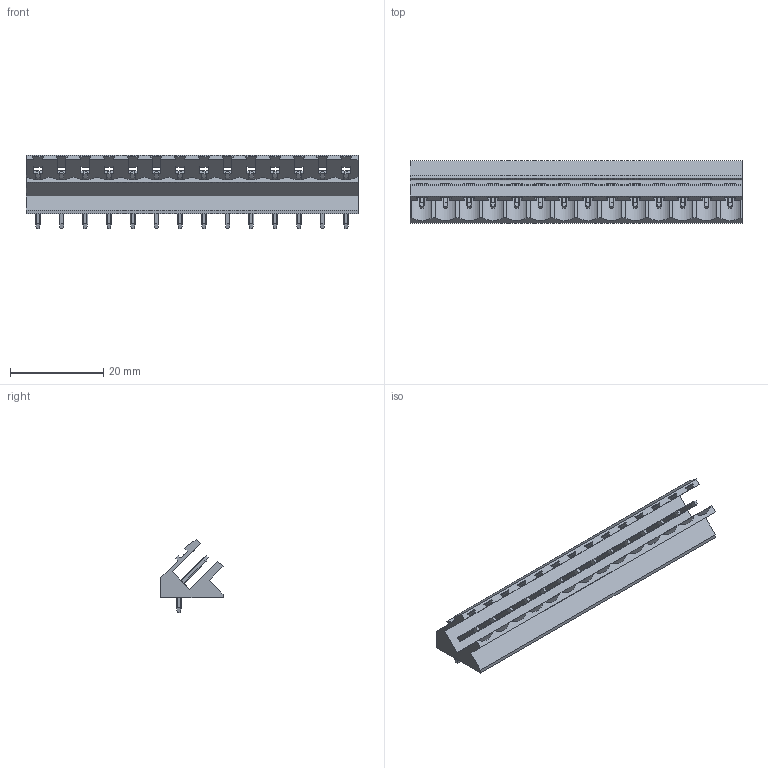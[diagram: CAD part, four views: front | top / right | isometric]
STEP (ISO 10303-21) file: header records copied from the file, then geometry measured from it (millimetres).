
FILE_DESCRIPTION(('CATIA V5 STEP Exchange','CAx-IF Rec.Pracs.--- Model Styling and Organization---1.2---2011-12-15'),'2;1');
FILE_NAME ('D1453158_0_1603180000_1603180000.stp','2018-10-10T07:51:10+00:00',('none'),('Weidmueller'),'CATIA Version 5-6 Release 2014','CATIA V5 STEP AP214','none');
FILE_SCHEMA(('AUTOMOTIVE_DESIGN { 1 0 10303 214 1 1 1 1 }'));
Length unit declared in the file: millimetre
Products named in the file (1): 1603180000
Bounding box: 71.12 x 13.3 x 15.67 mm (x, y, z)
Volume: 4343.6 mm3; surface area: 5795.1 mm2
Topology: 15 solids, 15 shells, 708 faces, 1950 edges, 1244 vertices
Faces by surface type: plane 468, cylinder 240
Entity records: 25008 total; most frequent: CARTESIAN_POINT 8594, ORIENTED_EDGE 3900, DIRECTION 2556, EDGE_CURVE 1950, VECTOR 1470, LINE 1470, VERTEX_POINT 1244, EDGE_LOOP 736
